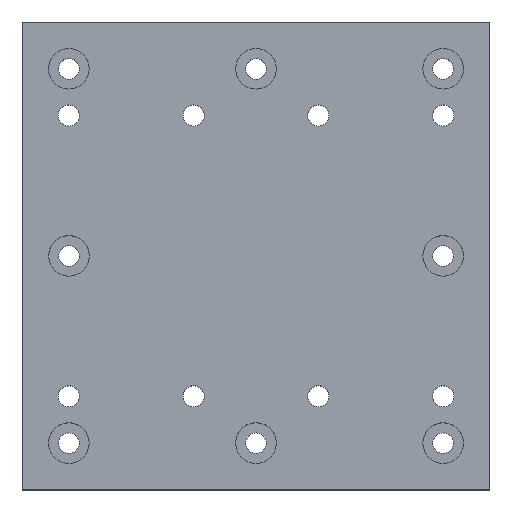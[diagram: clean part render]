
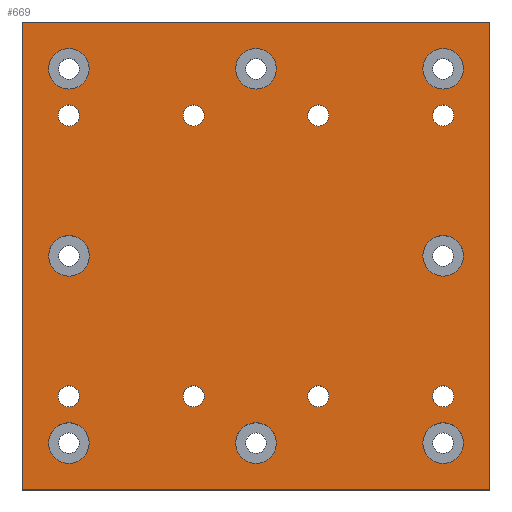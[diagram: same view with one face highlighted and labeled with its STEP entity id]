
A CAD part, top view. The second image highlights one B-rep face of the part: STEP entity #669.
In plain terms, the highlighted planar face has unit normal (0, 0, 1).
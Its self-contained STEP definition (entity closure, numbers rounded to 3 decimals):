
#39=LINE('',#1141,#75);
#40=LINE('',#1143,#76);
#41=LINE('',#1145,#77);
#42=LINE('',#1146,#78);
#75=VECTOR('',#963,10.);
#76=VECTOR('',#964,10.);
#77=VECTOR('',#965,10.);
#78=VECTOR('',#966,10.);
#119=FACE_BOUND('',#230,.T.);
#120=FACE_BOUND('',#231,.T.);
#121=FACE_BOUND('',#232,.T.);
#122=FACE_BOUND('',#233,.T.);
#123=FACE_BOUND('',#234,.T.);
#124=FACE_BOUND('',#235,.T.);
#125=FACE_BOUND('',#236,.T.);
#126=FACE_BOUND('',#237,.T.);
#127=FACE_BOUND('',#238,.T.);
#128=FACE_BOUND('',#239,.T.);
#129=FACE_BOUND('',#240,.T.);
#130=FACE_BOUND('',#241,.T.);
#131=FACE_BOUND('',#242,.T.);
#132=FACE_BOUND('',#243,.T.);
#133=FACE_BOUND('',#244,.T.);
#134=FACE_BOUND('',#245,.T.);
#183=FACE_OUTER_BOUND('',#229,.T.);
#229=EDGE_LOOP('',(#567,#568,#569,#570));
#230=EDGE_LOOP('',(#571));
#231=EDGE_LOOP('',(#572));
#232=EDGE_LOOP('',(#573));
#233=EDGE_LOOP('',(#574));
#234=EDGE_LOOP('',(#575));
#235=EDGE_LOOP('',(#576));
#236=EDGE_LOOP('',(#577));
#237=EDGE_LOOP('',(#578));
#238=EDGE_LOOP('',(#579));
#239=EDGE_LOOP('',(#580));
#240=EDGE_LOOP('',(#581));
#241=EDGE_LOOP('',(#582));
#242=EDGE_LOOP('',(#583));
#243=EDGE_LOOP('',(#584));
#244=EDGE_LOOP('',(#585));
#245=EDGE_LOOP('',(#586));
#269=CIRCLE('',#693,6.5);
#273=CIRCLE('',#700,6.5);
#277=CIRCLE('',#707,6.5);
#281=CIRCLE('',#714,6.5);
#285=CIRCLE('',#721,6.5);
#289=CIRCLE('',#728,6.5);
#293=CIRCLE('',#735,6.5);
#297=CIRCLE('',#742,6.5);
#299=CIRCLE('',#746,3.39);
#301=CIRCLE('',#749,3.39);
#303=CIRCLE('',#752,3.39);
#305=CIRCLE('',#755,3.39);
#307=CIRCLE('',#758,3.39);
#309=CIRCLE('',#761,3.39);
#311=CIRCLE('',#764,3.39);
#313=CIRCLE('',#767,3.39);
#317=VERTEX_POINT('',#992);
#321=VERTEX_POINT('',#1005);
#325=VERTEX_POINT('',#1018);
#329=VERTEX_POINT('',#1031);
#333=VERTEX_POINT('',#1044);
#337=VERTEX_POINT('',#1057);
#341=VERTEX_POINT('',#1070);
#345=VERTEX_POINT('',#1083);
#347=VERTEX_POINT('',#1091);
#349=VERTEX_POINT('',#1097);
#351=VERTEX_POINT('',#1103);
#353=VERTEX_POINT('',#1109);
#355=VERTEX_POINT('',#1115);
#357=VERTEX_POINT('',#1121);
#359=VERTEX_POINT('',#1127);
#361=VERTEX_POINT('',#1133);
#363=VERTEX_POINT('',#1139);
#364=VERTEX_POINT('',#1140);
#365=VERTEX_POINT('',#1142);
#366=VERTEX_POINT('',#1144);
#373=EDGE_CURVE('',#317,#317,#269,.T.);
#379=EDGE_CURVE('',#321,#321,#273,.T.);
#385=EDGE_CURVE('',#325,#325,#277,.T.);
#391=EDGE_CURVE('',#329,#329,#281,.T.);
#397=EDGE_CURVE('',#333,#333,#285,.T.);
#403=EDGE_CURVE('',#337,#337,#289,.T.);
#409=EDGE_CURVE('',#341,#341,#293,.T.);
#415=EDGE_CURVE('',#345,#345,#297,.T.);
#419=EDGE_CURVE('',#347,#347,#299,.T.);
#422=EDGE_CURVE('',#349,#349,#301,.T.);
#425=EDGE_CURVE('',#351,#351,#303,.T.);
#428=EDGE_CURVE('',#353,#353,#305,.T.);
#431=EDGE_CURVE('',#355,#355,#307,.T.);
#434=EDGE_CURVE('',#357,#357,#309,.T.);
#437=EDGE_CURVE('',#359,#359,#311,.T.);
#440=EDGE_CURVE('',#361,#361,#313,.T.);
#443=EDGE_CURVE('',#363,#364,#39,.T.);
#444=EDGE_CURVE('',#364,#365,#40,.T.);
#445=EDGE_CURVE('',#365,#366,#41,.T.);
#446=EDGE_CURVE('',#366,#363,#42,.T.);
#567=ORIENTED_EDGE('',*,*,#443,.T.);
#568=ORIENTED_EDGE('',*,*,#444,.T.);
#569=ORIENTED_EDGE('',*,*,#445,.T.);
#570=ORIENTED_EDGE('',*,*,#446,.T.);
#571=ORIENTED_EDGE('',*,*,#373,.T.);
#572=ORIENTED_EDGE('',*,*,#379,.T.);
#573=ORIENTED_EDGE('',*,*,#385,.T.);
#574=ORIENTED_EDGE('',*,*,#391,.T.);
#575=ORIENTED_EDGE('',*,*,#397,.T.);
#576=ORIENTED_EDGE('',*,*,#403,.T.);
#577=ORIENTED_EDGE('',*,*,#409,.T.);
#578=ORIENTED_EDGE('',*,*,#415,.T.);
#579=ORIENTED_EDGE('',*,*,#419,.T.);
#580=ORIENTED_EDGE('',*,*,#422,.T.);
#581=ORIENTED_EDGE('',*,*,#425,.T.);
#582=ORIENTED_EDGE('',*,*,#428,.T.);
#583=ORIENTED_EDGE('',*,*,#431,.T.);
#584=ORIENTED_EDGE('',*,*,#434,.T.);
#585=ORIENTED_EDGE('',*,*,#437,.T.);
#586=ORIENTED_EDGE('',*,*,#440,.T.);
#631=PLANE('',#769);
#669=ADVANCED_FACE('',(#183,#119,#120,#121,#122,#123,#124,#125,#126,#127,
#128,#129,#130,#131,#132,#133,#134),#631,.T.);
#693=AXIS2_PLACEMENT_3D('',#993,#785,#786);
#700=AXIS2_PLACEMENT_3D('',#1006,#801,#802);
#707=AXIS2_PLACEMENT_3D('',#1019,#817,#818);
#714=AXIS2_PLACEMENT_3D('',#1032,#833,#834);
#721=AXIS2_PLACEMENT_3D('',#1045,#849,#850);
#728=AXIS2_PLACEMENT_3D('',#1058,#865,#866);
#735=AXIS2_PLACEMENT_3D('',#1071,#881,#882);
#742=AXIS2_PLACEMENT_3D('',#1084,#897,#898);
#746=AXIS2_PLACEMENT_3D('',#1092,#907,#908);
#749=AXIS2_PLACEMENT_3D('',#1098,#914,#915);
#752=AXIS2_PLACEMENT_3D('',#1104,#921,#922);
#755=AXIS2_PLACEMENT_3D('',#1110,#928,#929);
#758=AXIS2_PLACEMENT_3D('',#1116,#935,#936);
#761=AXIS2_PLACEMENT_3D('',#1122,#942,#943);
#764=AXIS2_PLACEMENT_3D('',#1128,#949,#950);
#767=AXIS2_PLACEMENT_3D('',#1134,#956,#957);
#769=AXIS2_PLACEMENT_3D('',#1138,#961,#962);
#785=DIRECTION('center_axis',(0.,0.,-1.));
#786=DIRECTION('ref_axis',(1.,0.,0.));
#801=DIRECTION('center_axis',(0.,0.,-1.));
#802=DIRECTION('ref_axis',(1.,0.,0.));
#817=DIRECTION('center_axis',(0.,0.,-1.));
#818=DIRECTION('ref_axis',(1.,0.,0.));
#833=DIRECTION('center_axis',(0.,0.,-1.));
#834=DIRECTION('ref_axis',(1.,0.,0.));
#849=DIRECTION('center_axis',(0.,0.,-1.));
#850=DIRECTION('ref_axis',(1.,0.,0.));
#865=DIRECTION('center_axis',(0.,0.,-1.));
#866=DIRECTION('ref_axis',(1.,0.,0.));
#881=DIRECTION('center_axis',(0.,0.,-1.));
#882=DIRECTION('ref_axis',(1.,0.,0.));
#897=DIRECTION('center_axis',(0.,0.,-1.));
#898=DIRECTION('ref_axis',(1.,0.,0.));
#907=DIRECTION('center_axis',(0.,0.,-1.));
#908=DIRECTION('ref_axis',(1.,0.,0.));
#914=DIRECTION('center_axis',(0.,0.,-1.));
#915=DIRECTION('ref_axis',(1.,0.,0.));
#921=DIRECTION('center_axis',(0.,0.,-1.));
#922=DIRECTION('ref_axis',(1.,0.,0.));
#928=DIRECTION('center_axis',(0.,0.,-1.));
#929=DIRECTION('ref_axis',(1.,0.,0.));
#935=DIRECTION('center_axis',(0.,0.,-1.));
#936=DIRECTION('ref_axis',(1.,0.,0.));
#942=DIRECTION('center_axis',(0.,0.,-1.));
#943=DIRECTION('ref_axis',(1.,0.,0.));
#949=DIRECTION('center_axis',(0.,0.,-1.));
#950=DIRECTION('ref_axis',(1.,0.,0.));
#956=DIRECTION('center_axis',(0.,0.,-1.));
#957=DIRECTION('ref_axis',(1.,0.,0.));
#961=DIRECTION('center_axis',(0.,0.,1.));
#962=DIRECTION('ref_axis',(0.,-1.,0.));
#963=DIRECTION('',(1.,0.,0.));
#964=DIRECTION('',(0.,1.,0.));
#965=DIRECTION('',(-1.,0.,0.));
#966=DIRECTION('',(0.,-1.,0.));
#992=CARTESIAN_POINT('',(778.5,-15.,30.));
#993=CARTESIAN_POINT('Origin',(785.,-15.,30.));
#1005=CARTESIAN_POINT('',(658.5,-15.,30.));
#1006=CARTESIAN_POINT('Origin',(665.,-15.,30.));
#1018=CARTESIAN_POINT('',(658.5,-135.,30.));
#1019=CARTESIAN_POINT('Origin',(665.,-135.,30.));
#1031=CARTESIAN_POINT('',(778.5,-135.,30.));
#1032=CARTESIAN_POINT('Origin',(785.,-135.,30.));
#1044=CARTESIAN_POINT('',(718.5,-135.,30.));
#1045=CARTESIAN_POINT('Origin',(725.,-135.,30.));
#1057=CARTESIAN_POINT('',(658.542,-75.,30.));
#1058=CARTESIAN_POINT('Origin',(665.042,-75.,30.));
#1070=CARTESIAN_POINT('',(718.5,-15.,30.));
#1071=CARTESIAN_POINT('Origin',(725.,-15.,30.));
#1083=CARTESIAN_POINT('',(778.5,-75.,30.));
#1084=CARTESIAN_POINT('Origin',(785.,-75.,30.));
#1091=CARTESIAN_POINT('',(701.61,-30.,30.));
#1092=CARTESIAN_POINT('Origin',(705.,-30.,30.));
#1097=CARTESIAN_POINT('',(781.61,-30.,30.));
#1098=CARTESIAN_POINT('Origin',(785.,-30.,30.));
#1103=CARTESIAN_POINT('',(701.61,-120.,30.));
#1104=CARTESIAN_POINT('Origin',(705.,-120.,30.));
#1109=CARTESIAN_POINT('',(781.61,-120.,30.));
#1110=CARTESIAN_POINT('Origin',(785.,-120.,30.));
#1115=CARTESIAN_POINT('',(741.61,-120.,30.));
#1116=CARTESIAN_POINT('Origin',(745.,-120.,30.));
#1121=CARTESIAN_POINT('',(661.61,-120.,30.));
#1122=CARTESIAN_POINT('Origin',(665.,-120.,30.));
#1127=CARTESIAN_POINT('',(741.61,-30.,30.));
#1128=CARTESIAN_POINT('Origin',(745.,-30.,30.));
#1133=CARTESIAN_POINT('',(661.61,-30.,30.));
#1134=CARTESIAN_POINT('Origin',(665.,-30.,30.));
#1138=CARTESIAN_POINT('Origin',(725.,-75.,30.));
#1139=CARTESIAN_POINT('',(650.,-150.,30.));
#1140=CARTESIAN_POINT('',(800.,-150.,30.));
#1141=CARTESIAN_POINT('',(725.,-150.,30.));
#1142=CARTESIAN_POINT('',(800.,0.,30.));
#1143=CARTESIAN_POINT('',(800.,-75.,30.));
#1144=CARTESIAN_POINT('',(650.,0.,30.));
#1145=CARTESIAN_POINT('',(725.,0.,30.));
#1146=CARTESIAN_POINT('',(650.,-75.,30.));
